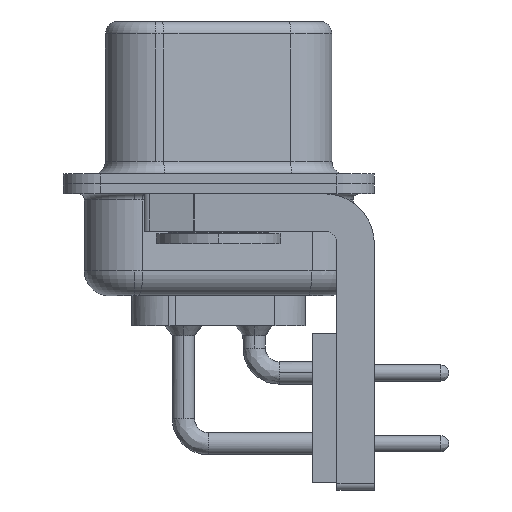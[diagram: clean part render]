
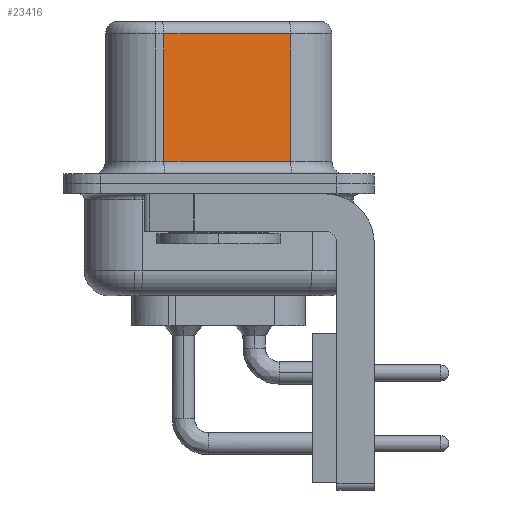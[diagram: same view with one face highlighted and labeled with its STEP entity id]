
A CAD part, left-side view. The second image highlights one B-rep face of the part: STEP entity #23416.
In plain terms, the highlighted planar face has unit normal (-0.985, -0.174, 0).
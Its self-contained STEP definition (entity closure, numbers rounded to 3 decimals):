
#961 = VECTOR ( 'NONE', #11561, 1000. ) ;
#1034 = DIRECTION ( 'NONE',  ( 0., 0., -1. ) ) ;
#2857 = CARTESIAN_POINT ( 'NONE',  ( 4.58, -2.897, 6.02 ) ) ;
#2889 = EDGE_LOOP ( 'NONE', ( #7665, #19201, #21429, #28601 ) ) ;
#3180 = CARTESIAN_POINT ( 'NONE',  ( 4.58, -2.897, 0.9 ) ) ;
#4838 = CARTESIAN_POINT ( 'NONE',  ( 3.68, 2.203, 6.52 ) ) ;
#4962 = AXIS2_PLACEMENT_3D ( 'NONE', #8143, #5999, #21560 ) ;
#5999 = DIRECTION ( 'NONE',  ( 0.985, 0.174, 0. ) ) ;
#6211 = VECTOR ( 'NONE', #1034, 1000. ) ;
#6842 = LINE ( 'NONE', #4838, #961 ) ;
#7665 = ORIENTED_EDGE ( 'NONE', *, *, #10933, .F. ) ;
#8143 = CARTESIAN_POINT ( 'NONE',  ( 4.58, -2.897, 6.52 ) ) ;
#8197 = LINE ( 'NONE', #3180, #25229 ) ;
#8666 = VERTEX_POINT ( 'NONE', #11026 ) ;
#10933 = EDGE_CURVE ( 'NONE', #26794, #21546, #12138, .T. ) ;
#11026 = CARTESIAN_POINT ( 'NONE',  ( 3.68, 2.203, 6.02 ) ) ;
#11561 = DIRECTION ( 'NONE',  ( 0., 0., -1. ) ) ;
#12138 = LINE ( 'NONE', #14327, #6211 ) ;
#13213 = CARTESIAN_POINT ( 'NONE',  ( 3.68, 2.203, 0.9 ) ) ;
#14327 = CARTESIAN_POINT ( 'NONE',  ( 4.58, -2.897, 6.52 ) ) ;
#15560 = EDGE_CURVE ( 'NONE', #16983, #21546, #8197, .T. ) ;
#15988 = EDGE_CURVE ( 'NONE', #26794, #8666, #26664, .T. ) ;
#16236 = CARTESIAN_POINT ( 'NONE',  ( 4.58, -2.897, 0.9 ) ) ;
#16983 = VERTEX_POINT ( 'NONE', #13213 ) ;
#18384 = FACE_OUTER_BOUND ( 'NONE', #2889, .T. ) ;
#18405 = DIRECTION ( 'NONE',  ( -0.174, 0.985, 0. ) ) ;
#18711 = DIRECTION ( 'NONE',  ( 0.174, -0.985, 0. ) ) ;
#19201 = ORIENTED_EDGE ( 'NONE', *, *, #15988, .T. ) ;
#21429 = ORIENTED_EDGE ( 'NONE', *, *, #26957, .T. ) ;
#21546 = VERTEX_POINT ( 'NONE', #16236 ) ;
#21560 = DIRECTION ( 'NONE',  ( -0.174, 0.985, 0. ) ) ;
#23416 = ADVANCED_FACE ( 'NONE', ( #18384 ), #25841, .F. ) ;
#25229 = VECTOR ( 'NONE', #18711, 1000. ) ;
#25841 = PLANE ( 'NONE',  #4962 ) ;
#26664 = LINE ( 'NONE', #2857, #27393 ) ;
#26794 = VERTEX_POINT ( 'NONE', #28928 ) ;
#26957 = EDGE_CURVE ( 'NONE', #8666, #16983, #6842, .T. ) ;
#27393 = VECTOR ( 'NONE', #18405, 1000. ) ;
#28601 = ORIENTED_EDGE ( 'NONE', *, *, #15560, .T. ) ;
#28928 = CARTESIAN_POINT ( 'NONE',  ( 4.58, -2.897, 6.02 ) ) ;
